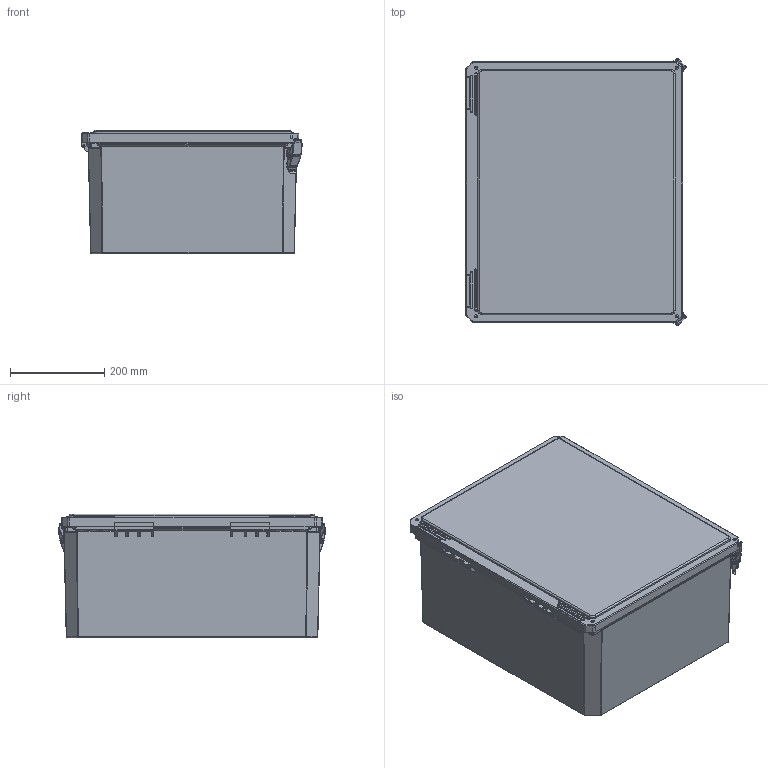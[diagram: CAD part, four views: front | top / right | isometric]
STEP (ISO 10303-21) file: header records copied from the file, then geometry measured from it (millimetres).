
FILE_DESCRIPTION(/* description */ (''),/* implementation_level */ '2;1');
FILE_NAME(/* name */ 'HW-201610CHQR.stp',/* time_stamp */ '2014-03-12T14:57:20-05:00',/* author */ ('pmescher'),/* organization */ (''),/* preprocessor_version */ 'ST-DEVELOPER v15.2',/* originating_system */ 'Autodesk Inventor 2014',/* authorisation */ '');
FILE_SCHEMA (('AUTOMOTIVE_DESIGN { 1 0 10303 214 3 1 1 }'));
Products named in the file (17): DS201610BOX; BRASS INSERT-(; BRASS INSERT-(_1; BRASS INSERT-(_2; AT40005; Part1; Part2; LATCH HINGE; LATCH -1 Assembly; RMHINGAT40006-04; DS201610CVR; GA2016; WP2016HLU; BRASS INSERT-(_3; DS COVER  BUSH; 2016 Vanity Plug; DS201610HPL_STP
Bounding box: 468.77 x 568 x 262.67 mm (x, y, z)
Volume: 4688021.9 mm3; surface area: 2073260.1 mm2
Topology: 35 solids, 35 shells, 2602 faces, 6467 edges, 3852 vertices
Faces by surface type: cylinder 1046, plane 908, bspline 383, torus 149, sphere 60, cone 56
Full cylindrical faces by diameter (mm): 3.429 x20, 3.48 x4, 3.81 x4, 3.861 x8, 3.962 x16, 5.3 x4, 5.563 x2, 5.766 x2, 6.248 x16, 6.401 x4, 6.426 x4, 7.62 x4, 7.938 x2, 9.525 x2, 11.049 x2
Entity records: 85494 total; most frequent: CARTESIAN_POINT 33398, DIRECTION 11106, ORIENTED_EDGE 10658, EDGE_CURVE 5329, AXIS2_PLACEMENT_3D 4227, VERTEX_POINT 3242, LINE 2652, VECTOR 2652
